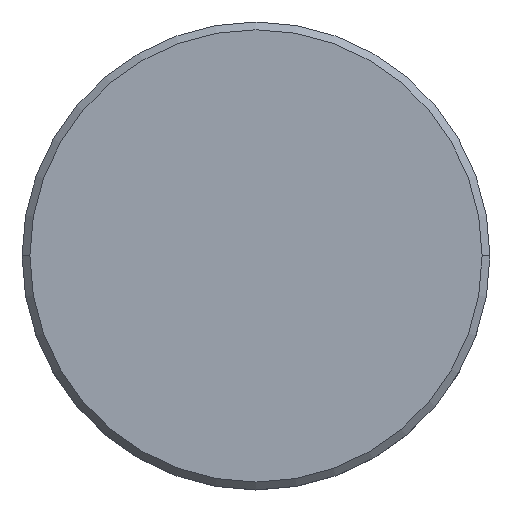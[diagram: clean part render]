
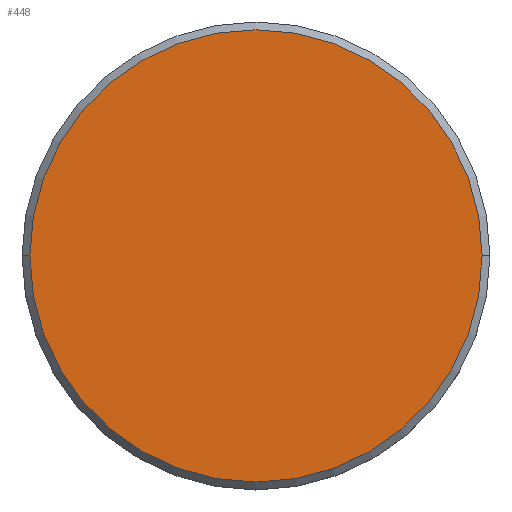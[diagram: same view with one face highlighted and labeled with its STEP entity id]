
A CAD part, top view. The second image highlights one B-rep face of the part: STEP entity #448.
In plain terms, the highlighted planar face has unit normal (0, 0, 1).
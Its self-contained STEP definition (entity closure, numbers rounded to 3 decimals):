
#13 = EDGE_CURVE ( 'NONE', #862, #880, #1130, .T. ) ;
#135 = CARTESIAN_POINT ( 'NONE',  ( 0., 0., 0. ) ) ;
#140 = FACE_OUTER_BOUND ( 'NONE', #533, .T. ) ;
#174 = AXIS2_PLACEMENT_3D ( 'NONE', #492, #1121, #582 ) ;
#214 = ORIENTED_EDGE ( 'NONE', *, *, #13, .T. ) ;
#323 = CARTESIAN_POINT ( 'NONE',  ( -14.5, 0., 0. ) ) ;
#397 = DIRECTION ( 'NONE',  ( 1., 0., 0. ) ) ;
#427 = EDGE_CURVE ( 'NONE', #880, #862, #879, .T. ) ;
#448 = ADVANCED_FACE ( 'NONE', ( #140 ), #503, .T. ) ;
#466 = AXIS2_PLACEMENT_3D ( 'NONE', #599, #581, #397 ) ;
#492 = CARTESIAN_POINT ( 'NONE',  ( 0., 0., 0. ) ) ;
#503 = PLANE ( 'NONE',  #822 ) ;
#513 = ORIENTED_EDGE ( 'NONE', *, *, #427, .T. ) ;
#533 = EDGE_LOOP ( 'NONE', ( #513, #214 ) ) ;
#581 = DIRECTION ( 'NONE',  ( 0., 0., 1. ) ) ;
#582 = DIRECTION ( 'NONE',  ( 1., 0., 0. ) ) ;
#599 = CARTESIAN_POINT ( 'NONE',  ( 0., 0., 0. ) ) ;
#822 = AXIS2_PLACEMENT_3D ( 'NONE', #135, #943, #1042 ) ;
#845 = CARTESIAN_POINT ( 'NONE',  ( 14.5, 0., 0. ) ) ;
#862 = VERTEX_POINT ( 'NONE', #845 ) ;
#879 = CIRCLE ( 'NONE', #466, 14.5 ) ;
#880 = VERTEX_POINT ( 'NONE', #323 ) ;
#943 = DIRECTION ( 'NONE',  ( 0., 0., 1. ) ) ;
#1042 = DIRECTION ( 'NONE',  ( 1., 0., 0. ) ) ;
#1121 = DIRECTION ( 'NONE',  ( 0., 0., 1. ) ) ;
#1130 = CIRCLE ( 'NONE', #174, 14.5 ) ;
